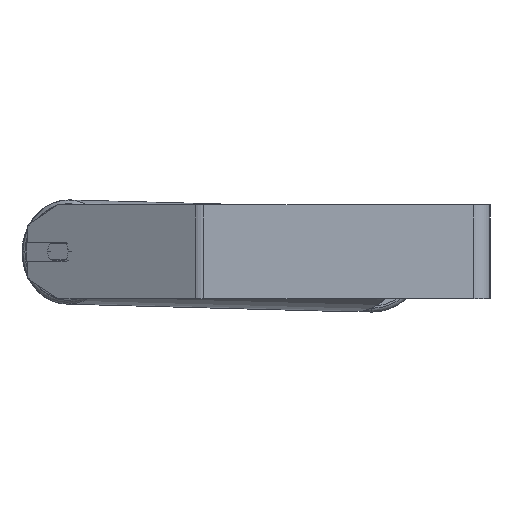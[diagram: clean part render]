
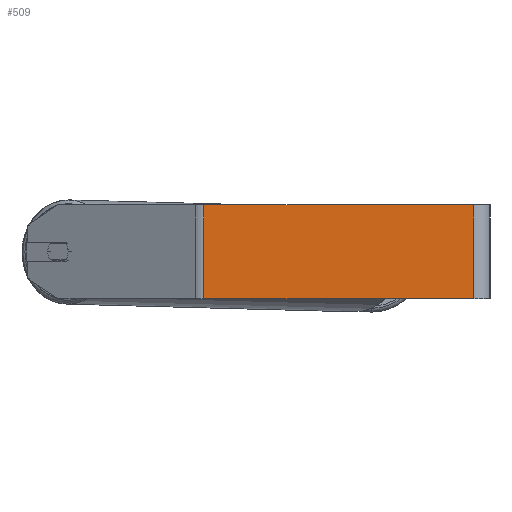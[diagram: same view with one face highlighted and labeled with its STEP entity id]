
A CAD part, left-side view. The second image highlights one B-rep face of the part: STEP entity #509.
In plain terms, the highlighted planar face has unit normal (-1, 0, 0).
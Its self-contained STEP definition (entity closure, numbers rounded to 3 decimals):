
#128 = CARTESIAN_POINT ( 'NONE',  ( -800., 14., 40. ) ) ;
#202 = ORIENTED_EDGE ( 'NONE', *, *, #4365, .F. ) ;
#509 = ADVANCED_FACE ( 'NONE', ( #3871 ), #3912, .F. ) ;
#711 = ORIENTED_EDGE ( 'NONE', *, *, #4678, .F. ) ;
#770 = LINE ( 'NONE', #6091, #7669 ) ;
#1082 = CARTESIAN_POINT ( 'NONE',  ( -800., 244.334, -40. ) ) ;
#1573 = CARTESIAN_POINT ( 'NONE',  ( -800., 244.334, 40. ) ) ;
#1683 = VECTOR ( 'NONE', #7124, 1000. ) ;
#1916 = DIRECTION ( 'NONE',  ( 1., 0., 0. ) ) ;
#2454 = CARTESIAN_POINT ( 'NONE',  ( -800., 14., -40. ) ) ;
#2506 = DIRECTION ( 'NONE',  ( 0., 0., -1. ) ) ;
#2840 = DIRECTION ( 'NONE',  ( 0., -1., 0. ) ) ;
#3152 = DIRECTION ( 'NONE',  ( 0., 0., -1. ) ) ;
#3559 = VECTOR ( 'NONE', #2506, 1000. ) ;
#3871 = FACE_OUTER_BOUND ( 'NONE', #4378, .T. ) ;
#3912 = PLANE ( 'NONE',  #5001 ) ;
#4336 = ORIENTED_EDGE ( 'NONE', *, *, #6522, .T. ) ;
#4365 = EDGE_CURVE ( 'NONE', #7048, #6478, #5080, .T. ) ;
#4378 = EDGE_LOOP ( 'NONE', ( #4336, #202, #711, #8689 ) ) ;
#4678 = EDGE_CURVE ( 'NONE', #6056, #7048, #8219, .T. ) ;
#5001 = AXIS2_PLACEMENT_3D ( 'NONE', #5958, #1916, #3152 ) ;
#5080 = LINE ( 'NONE', #7033, #1683 ) ;
#5958 = CARTESIAN_POINT ( 'NONE',  ( -800., 248.085, 40. ) ) ;
#5975 = LINE ( 'NONE', #7870, #3559 ) ;
#6019 = CARTESIAN_POINT ( 'NONE',  ( -800., 248.085, 40. ) ) ;
#6056 = VERTEX_POINT ( 'NONE', #1573 ) ;
#6091 = CARTESIAN_POINT ( 'NONE',  ( -800., 248.085, -40. ) ) ;
#6167 = EDGE_CURVE ( 'NONE', #6056, #8659, #5975, .T. ) ;
#6478 = VERTEX_POINT ( 'NONE', #2454 ) ;
#6522 = EDGE_CURVE ( 'NONE', #8659, #6478, #770, .T. ) ;
#7033 = CARTESIAN_POINT ( 'NONE',  ( -800., 14., 40. ) ) ;
#7048 = VERTEX_POINT ( 'NONE', #128 ) ;
#7124 = DIRECTION ( 'NONE',  ( 0., 0., -1. ) ) ;
#7210 = VECTOR ( 'NONE', #7555, 1000. ) ;
#7555 = DIRECTION ( 'NONE',  ( 0., -1., 0. ) ) ;
#7669 = VECTOR ( 'NONE', #2840, 1000. ) ;
#7870 = CARTESIAN_POINT ( 'NONE',  ( -800., 244.334, 40. ) ) ;
#8219 = LINE ( 'NONE', #6019, #7210 ) ;
#8659 = VERTEX_POINT ( 'NONE', #1082 ) ;
#8689 = ORIENTED_EDGE ( 'NONE', *, *, #6167, .T. ) ;
